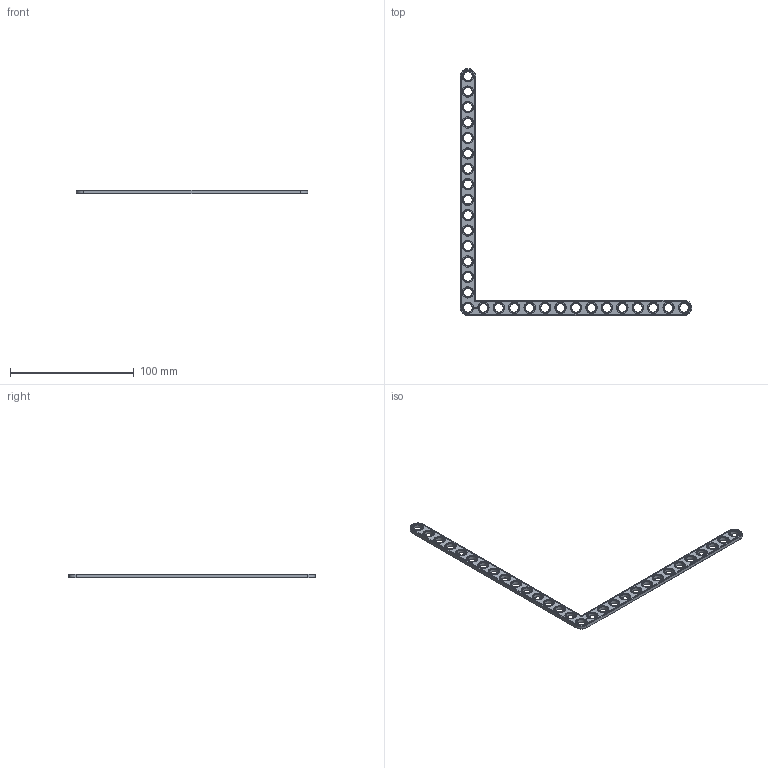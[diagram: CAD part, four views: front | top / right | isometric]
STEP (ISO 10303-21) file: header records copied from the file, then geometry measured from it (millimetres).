
FILE_DESCRIPTION(('FreeCAD Model'),'2;1');
FILE_NAME('Open CASCADE Shape Model','2022-02-09T23:07:12',( 'Paulo Kiefe'),('STEMFIE.org'),'Open CASCADE STEP processor 7.4', 'FreeCAD','Unknown');
FILE_SCHEMA(('AUTOMOTIVE_DESIGN { 1 0 10303 214 1 1 1 1 }'));
Length unit declared in the file: millimetre
Products named in the file (1): Brace_AGD_90_ASYM_ERR_BU15x16x01x00.25_-_SPN-BRC-1156_(stemfie.org)
Bounding box: 187.5 x 200 x 3.12 mm (x, y, z)
Volume: 10416.5 mm3; surface area: 11256.4 mm2
Topology: 1 solids, 1 shells, 685 faces, 1786 edges, 1166 vertices
Faces by surface type: plane 371, extrusion 182, cone 66, cylinder 66
Full cylindrical faces by diameter (mm): 7 x30, 9.2 x30
Entity records: 45558 total; most frequent: CARTESIAN_POINT 10732, DIRECTION 5776, VECTOR 4270, LINE 4088, ORIENTED_EDGE 3572, PCURVE 3572, DEFINITIONAL_REPRESENTATION 3572, EDGE_CURVE 1786
